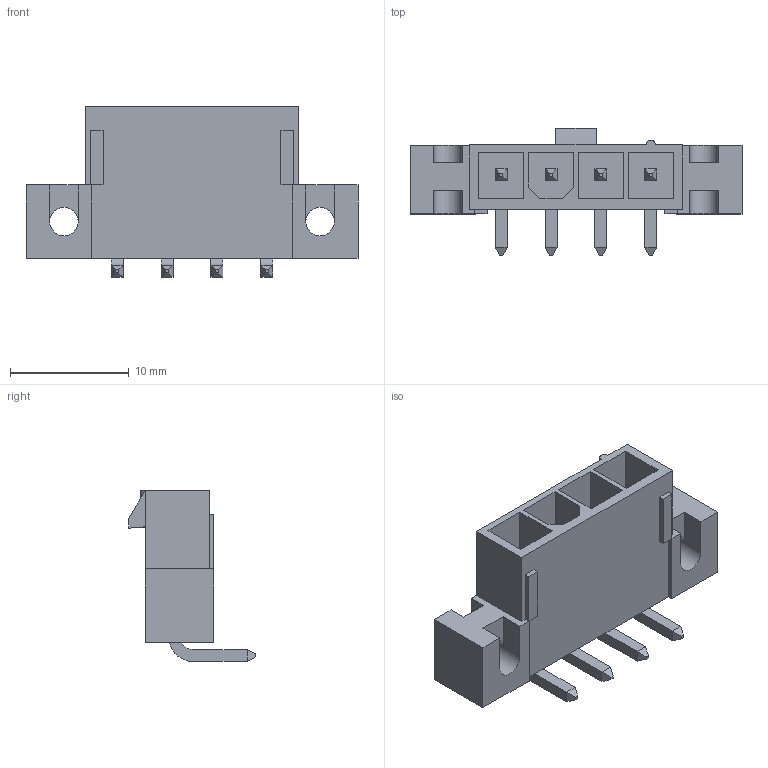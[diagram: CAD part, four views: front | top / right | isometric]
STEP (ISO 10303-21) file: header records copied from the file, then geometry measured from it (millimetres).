
FILE_DESCRIPTION((''),'2;1');
FILE_NAME('039303041','2017-09-20T',('ksrinivasara'),(''),'PRO/ENGINEER BY PARAMETRIC TECHNOLOGY CORPORATION, 2012310','PRO/ENGINEER BY PARAMETRIC TECHNOLOGY CORPORATION, 2012310','');
FILE_SCHEMA(('CONFIG_CONTROL_DESIGN'));
Length unit declared in the file: millimetre
Products named in the file (1): 039303041
Bounding box: 28 x 10.7 x 14.4 mm (x, y, z)
Volume: 1047.2 mm3; surface area: 1873.5 mm2
Topology: 1 solids, 1 shells, 147 faces, 383 edges, 248 vertices
Faces by surface type: plane 134, cylinder 13
Entity records: 4428 total; most frequent: CARTESIAN_POINT 763, ORIENTED_EDGE 738, DIRECTION 717, EDGE_CURVE 369, VECTOR 345, LINE 345, VERTEX_POINT 232, AXIS2_PLACEMENT_3D 186
